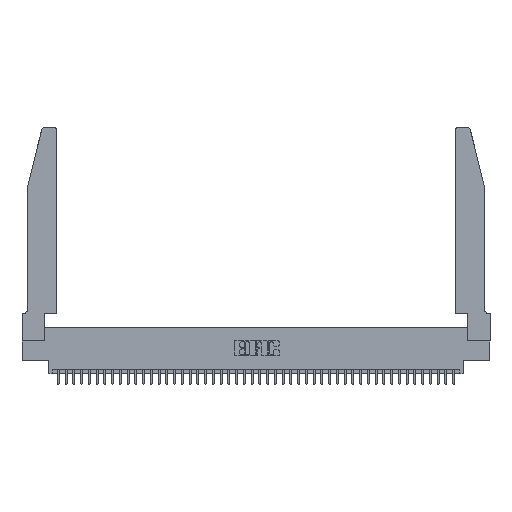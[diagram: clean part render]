
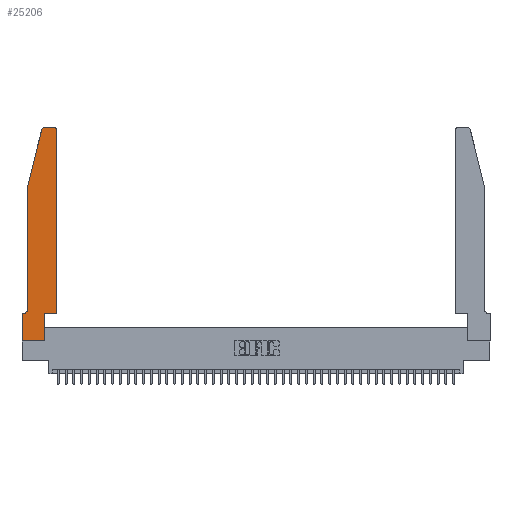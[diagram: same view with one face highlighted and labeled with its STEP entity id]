
A CAD part, top view. The second image highlights one B-rep face of the part: STEP entity #25206.
In plain terms, the highlighted planar face has unit normal (0, 0, 1).
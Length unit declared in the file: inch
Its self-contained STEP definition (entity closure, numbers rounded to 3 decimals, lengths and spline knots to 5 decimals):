
#210 = CARTESIAN_POINT ( 'NONE',  ( 0., 0.35, 0.37 ) ) ;
#493 = CARTESIAN_POINT ( 'NONE',  ( 0.284, 2.72, 0.37 ) ) ;
#708 = ORIENTED_EDGE ( 'NONE', *, *, #33613, .T. ) ;
#805 = AXIS2_PLACEMENT_3D ( 'NONE', #14566, #17985, #41798 ) ;
#887 = CARTESIAN_POINT ( 'NONE',  ( 0.2865, 0.35, 0.37 ) ) ;
#903 = ORIENTED_EDGE ( 'NONE', *, *, #42410, .T. ) ;
#1197 = CIRCLE ( 'NONE', #26407, 0.03 ) ;
#1734 = VECTOR ( 'NONE', #13096, 39.37008 ) ;
#2150 = EDGE_CURVE ( 'NONE', #26321, #22723, #36092, .T. ) ;
#2323 = DIRECTION ( 'NONE',  ( 1., 0., 0. ) ) ;
#2359 = DIRECTION ( 'NONE',  ( 1., 0., 0. ) ) ;
#2759 = LINE ( 'NONE', #11851, #20059 ) ;
#3986 = DIRECTION ( 'NONE',  ( 1., 0., 0. ) ) ;
#4165 = CARTESIAN_POINT ( 'NONE',  ( 0.0055, 0.35, 0.37 ) ) ;
#4802 = EDGE_CURVE ( 'NONE', #32054, #39876, #12375, .T. ) ;
#5504 = EDGE_CURVE ( 'NONE', #19062, #29428, #9625, .T. ) ;
#5525 = ORIENTED_EDGE ( 'NONE', *, *, #18504, .T. ) ;
#6051 = VECTOR ( 'NONE', #25277, 39.37008 ) ;
#6749 = AXIS2_PLACEMENT_3D ( 'NONE', #493, #24648, #3986 ) ;
#6996 = LINE ( 'NONE', #19584, #17240 ) ;
#7042 = DIRECTION ( 'NONE',  ( 0., -1., 0. ) ) ;
#8365 = DIRECTION ( 'NONE',  ( -0.239, -0.971, 0. ) ) ;
#9592 = EDGE_CURVE ( 'NONE', #21382, #39423, #1197, .T. ) ;
#9625 = LINE ( 'NONE', #27588, #10724 ) ;
#9644 = LINE ( 'NONE', #29348, #43786 ) ;
#10243 = VECTOR ( 'NONE', #30890, 39.37008 ) ;
#10305 = VERTEX_POINT ( 'NONE', #22816 ) ;
#10724 = VECTOR ( 'NONE', #7042, 39.37008 ) ;
#10859 = CARTESIAN_POINT ( 'NONE',  ( 0.0055, 0.42, 0.37 ) ) ;
#11108 = PLANE ( 'NONE',  #805 ) ;
#11851 = CARTESIAN_POINT ( 'NONE',  ( 0.0755, 2., 0.37 ) ) ;
#12375 = LINE ( 'NONE', #27490, #10243 ) ;
#13096 = DIRECTION ( 'NONE',  ( -1., 0., 0. ) ) ;
#13390 = EDGE_CURVE ( 'NONE', #22723, #10305, #9644, .T. ) ;
#13639 = ORIENTED_EDGE ( 'NONE', *, *, #4802, .T. ) ;
#13726 = ORIENTED_EDGE ( 'NONE', *, *, #9592, .T. ) ;
#14312 = DIRECTION ( 'NONE',  ( -1., 0., 0. ) ) ;
#14566 = CARTESIAN_POINT ( 'NONE',  ( 0., 0.35, 0.37 ) ) ;
#15140 = CARTESIAN_POINT ( 'NONE',  ( 0.2605, 2.75, 0.37 ) ) ;
#15400 = CIRCLE ( 'NONE', #6749, 0.03 ) ;
#15742 = VECTOR ( 'NONE', #18569, 39.37008 ) ;
#17240 = VECTOR ( 'NONE', #2359, 39.37008 ) ;
#17734 = ORIENTED_EDGE ( 'NONE', *, *, #5504, .T. ) ;
#17985 = DIRECTION ( 'NONE',  ( 0., 0., 1. ) ) ;
#18504 = EDGE_CURVE ( 'NONE', #39423, #22960, #42894, .T. ) ;
#18569 = DIRECTION ( 'NONE',  ( -1., 0., 0. ) ) ;
#19062 = VERTEX_POINT ( 'NONE', #29762 ) ;
#19148 = CARTESIAN_POINT ( 'NONE',  ( 0.4505, 2.72, 0.37 ) ) ;
#19579 = EDGE_CURVE ( 'NONE', #10305, #32054, #6996, .T. ) ;
#19584 = CARTESIAN_POINT ( 'NONE',  ( 0., 0., 0.37 ) ) ;
#19989 = CARTESIAN_POINT ( 'NONE',  ( 0.0755, 0.35, 0.37 ) ) ;
#20059 = VECTOR ( 'NONE', #8365, 39.37008 ) ;
#20074 = CARTESIAN_POINT ( 'NONE',  ( 0.25487, 2.72718, 0.37 ) ) ;
#20266 = CARTESIAN_POINT ( 'NONE',  ( 0.2865, 0., 0.37 ) ) ;
#20443 = EDGE_CURVE ( 'NONE', #29428, #26321, #36348, .T. ) ;
#20635 = CARTESIAN_POINT ( 'NONE',  ( 0.4505, 0.35, 0.37 ) ) ;
#21106 = CARTESIAN_POINT ( 'NONE',  ( 0.4205, 2.75, 0.37 ) ) ;
#21382 = VERTEX_POINT ( 'NONE', #19148 ) ;
#22143 = ORIENTED_EDGE ( 'NONE', *, *, #19579, .T. ) ;
#22280 = VERTEX_POINT ( 'NONE', #41891 ) ;
#22723 = VERTEX_POINT ( 'NONE', #210 ) ;
#22816 = CARTESIAN_POINT ( 'NONE',  ( 0., 0., 0.37 ) ) ;
#22960 = VERTEX_POINT ( 'NONE', #32329 ) ;
#23014 = DIRECTION ( 'NONE',  ( 0., 0., 1. ) ) ;
#24102 = DIRECTION ( 'NONE',  ( 0., 1., 0. ) ) ;
#24277 = VECTOR ( 'NONE', #24102, 39.37008 ) ;
#24363 = LINE ( 'NONE', #35339, #6051 ) ;
#24648 = DIRECTION ( 'NONE',  ( 0., 0., 1. ) ) ;
#25206 = ADVANCED_FACE ( 'NONE', ( #34367 ), #11108, .T. ) ;
#25277 = DIRECTION ( 'NONE',  ( 1., 0., 0. ) ) ;
#26321 = VERTEX_POINT ( 'NONE', #4165 ) ;
#26392 = LINE ( 'NONE', #20635, #24277 ) ;
#26407 = AXIS2_PLACEMENT_3D ( 'NONE', #43353, #23014, #2323 ) ;
#27490 = CARTESIAN_POINT ( 'NONE',  ( 0.2865, 0.35, 0.37 ) ) ;
#27588 = CARTESIAN_POINT ( 'NONE',  ( 0.0755, 2., 0.37 ) ) ;
#29109 = ORIENTED_EDGE ( 'NONE', *, *, #20443, .T. ) ;
#29211 = EDGE_CURVE ( 'NONE', #22960, #30626, #15400, .T. ) ;
#29348 = CARTESIAN_POINT ( 'NONE',  ( 0., 0., 0.37 ) ) ;
#29428 = VERTEX_POINT ( 'NONE', #32311 ) ;
#29762 = CARTESIAN_POINT ( 'NONE',  ( 0.0755, 2., 0.37 ) ) ;
#30359 = AXIS2_PLACEMENT_3D ( 'NONE', #10859, #34718, #14312 ) ;
#30626 = VERTEX_POINT ( 'NONE', #20074 ) ;
#30890 = DIRECTION ( 'NONE',  ( 0., 1., 0. ) ) ;
#32054 = VERTEX_POINT ( 'NONE', #20266 ) ;
#32311 = CARTESIAN_POINT ( 'NONE',  ( 0.0755, 0.42, 0.37 ) ) ;
#32329 = CARTESIAN_POINT ( 'NONE',  ( 0.284, 2.75, 0.37 ) ) ;
#32754 = DIRECTION ( 'NONE',  ( 0., -1., 0. ) ) ;
#33613 = EDGE_CURVE ( 'NONE', #22280, #21382, #26392, .T. ) ;
#34367 = FACE_OUTER_BOUND ( 'NONE', #38651, .T. ) ;
#34718 = DIRECTION ( 'NONE',  ( 0., 0., -1. ) ) ;
#35339 = CARTESIAN_POINT ( 'NONE',  ( 0.4505, 0.35, 0.37 ) ) ;
#36092 = LINE ( 'NONE', #19989, #1734 ) ;
#36208 = ORIENTED_EDGE ( 'NONE', *, *, #29211, .T. ) ;
#36348 = CIRCLE ( 'NONE', #30359, 0.07 ) ;
#38651 = EDGE_LOOP ( 'NONE', ( #5525, #36208, #42437, #17734, #29109, #41007, #39799, #22143, #13639, #903, #708, #13726 ) ) ;
#38948 = EDGE_CURVE ( 'NONE', #30626, #19062, #2759, .T. ) ;
#39423 = VERTEX_POINT ( 'NONE', #21106 ) ;
#39799 = ORIENTED_EDGE ( 'NONE', *, *, #13390, .T. ) ;
#39876 = VERTEX_POINT ( 'NONE', #887 ) ;
#41007 = ORIENTED_EDGE ( 'NONE', *, *, #2150, .T. ) ;
#41798 = DIRECTION ( 'NONE',  ( 1., 0., 0. ) ) ;
#41891 = CARTESIAN_POINT ( 'NONE',  ( 0.4505, 0.35, 0.37 ) ) ;
#42410 = EDGE_CURVE ( 'NONE', #39876, #22280, #24363, .T. ) ;
#42437 = ORIENTED_EDGE ( 'NONE', *, *, #38948, .T. ) ;
#42894 = LINE ( 'NONE', #15140, #15742 ) ;
#43353 = CARTESIAN_POINT ( 'NONE',  ( 0.4205, 2.72, 0.37 ) ) ;
#43786 = VECTOR ( 'NONE', #32754, 39.37008 ) ;
